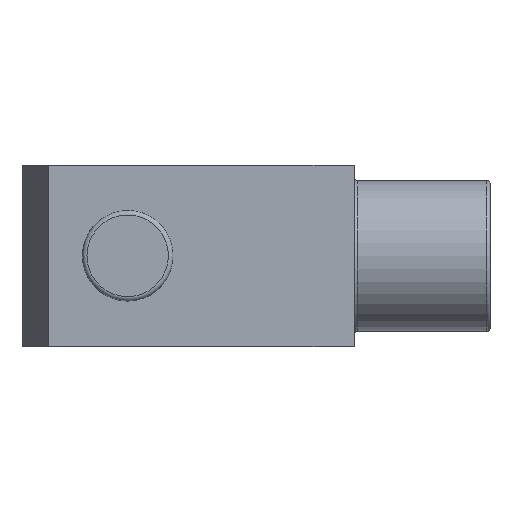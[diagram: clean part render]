
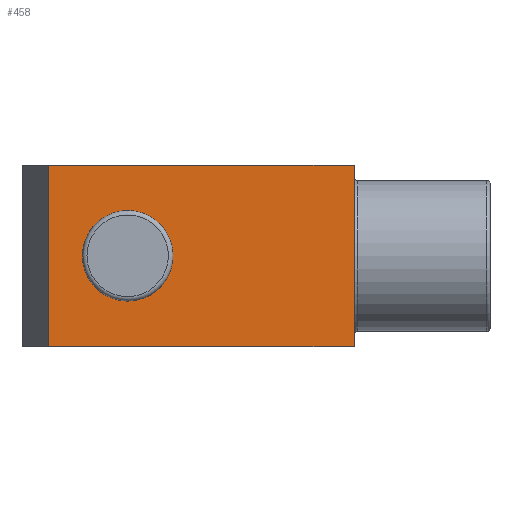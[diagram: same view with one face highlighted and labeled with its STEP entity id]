
A CAD part, top view. The second image highlights one B-rep face of the part: STEP entity #458.
In plain terms, the highlighted planar face has unit normal (0, 0, 1).
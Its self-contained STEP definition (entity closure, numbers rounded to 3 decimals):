
#96=VECTOR('',#604,1.);
#101=VECTOR('',#610,1.);
#104=VECTOR('',#615,1.);
#105=VECTOR('',#617,1.);
#129=LINE('',#716,#96);
#134=LINE('',#726,#101);
#137=LINE('',#732,#104);
#138=LINE('',#734,#105);
#164=VERTEX_POINT('',#680);
#166=VERTEX_POINT('',#684);
#173=VERTEX_POINT('',#715);
#174=VERTEX_POINT('',#717);
#177=VERTEX_POINT('',#725);
#178=VERTEX_POINT('',#727);
#191=CIRCLE('',#483,3.);
#192=CIRCLE('',#484,3.);
#233=EDGE_CURVE('',#164,#166,#191,.T.);
#234=EDGE_CURVE('',#166,#164,#192,.T.);
#249=EDGE_CURVE('',#173,#174,#129,.T.);
#254=EDGE_CURVE('',#178,#177,#134,.T.);
#257=EDGE_CURVE('',#174,#177,#137,.T.);
#258=EDGE_CURVE('',#173,#178,#138,.T.);
#363=ORIENTED_EDGE('',*,*,#233,.F.);
#364=ORIENTED_EDGE('',*,*,#234,.F.);
#365=ORIENTED_EDGE('',*,*,#254,.T.);
#366=ORIENTED_EDGE('',*,*,#257,.F.);
#367=ORIENTED_EDGE('',*,*,#249,.F.);
#368=ORIENTED_EDGE('',*,*,#258,.T.);
#401=EDGE_LOOP('',(#363,#364));
#402=EDGE_LOOP('',(#365,#366,#367,#368));
#432=FACE_BOUND('',#401,.T.);
#433=FACE_BOUND('',#402,.T.);
#458=ADVANCED_FACE('',(#432,#433),#748,.F.);
#483=AXIS2_PLACEMENT_3D('',#683,#564,#565);
#484=AXIS2_PLACEMENT_3D('',#685,#566,#567);
#506=AXIS2_PLACEMENT_3D('',#733,#616,$);
#564=DIRECTION('',(0.,0.,1.));
#565=DIRECTION('',(-3.,0.,0.));
#566=DIRECTION('',(0.,0.,1.));
#567=DIRECTION('',(-3.,0.,0.));
#604=DIRECTION('',(1.,0.,0.));
#610=DIRECTION('',(1.,0.,0.));
#615=DIRECTION('',(0.,-1.,0.));
#616=DIRECTION('',(0.,0.,-1.));
#617=DIRECTION('',(0.,-1.,0.));
#680=CARTESIAN_POINT('',(3.,0.,6.));
#683=CARTESIAN_POINT('',(0.,0.,6.));
#684=CARTESIAN_POINT('',(-3.,0.,6.));
#685=CARTESIAN_POINT('',(0.,0.,6.));
#715=CARTESIAN_POINT('',(-5.268,6.,6.));
#716=CARTESIAN_POINT('',(-5.268,6.,6.));
#717=CARTESIAN_POINT('',(15.,6.,6.));
#725=CARTESIAN_POINT('',(15.,-6.,6.));
#726=CARTESIAN_POINT('',(-5.268,-6.,6.));
#727=CARTESIAN_POINT('',(-5.268,-6.,6.));
#732=CARTESIAN_POINT('',(15.,6.,6.));
#733=CARTESIAN_POINT('',(-5.268,6.,6.));
#734=CARTESIAN_POINT('',(-5.268,6.,6.));
#748=PLANE('',#506);
